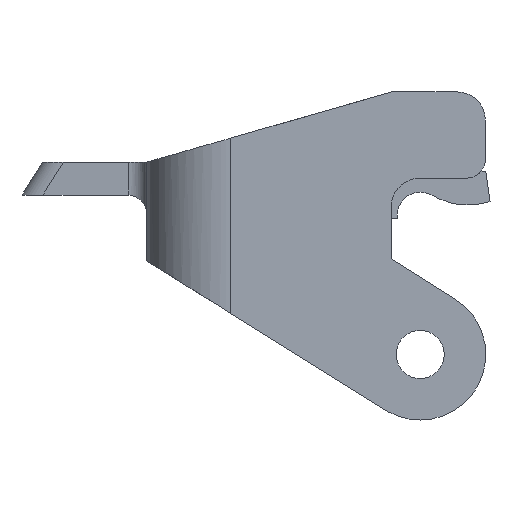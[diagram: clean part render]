
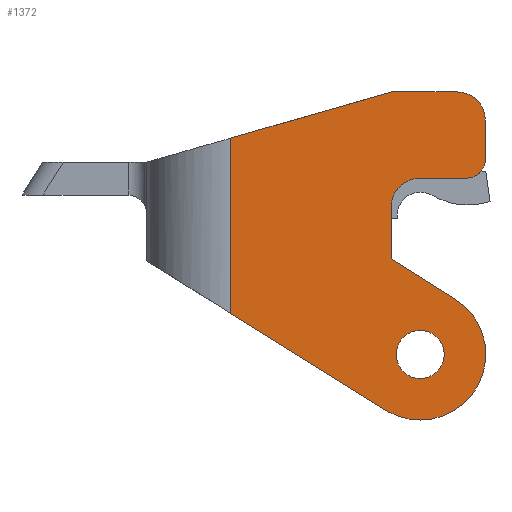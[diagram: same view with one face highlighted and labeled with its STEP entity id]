
A CAD part, front view. The second image highlights one B-rep face of the part: STEP entity #1372.
In plain terms, the highlighted planar face has unit normal (0, -1, 0).
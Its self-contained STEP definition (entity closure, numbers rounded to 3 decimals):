
#1184=FACE_BOUND('',#1764,.T.);
#1185=FACE_BOUND('',#1765,.T.);
#1225=PLANE('',#4678);
#1372=ADVANCED_FACE('',(#1184,#1185),#1225,.F.);
#1764=EDGE_LOOP('',(#2263));
#1765=EDGE_LOOP('',(#2264,#2265,#2266,#2267,#2268,#2269,#2270,#2271,#2272,
#2273,#2274,#2275));
#1947=CIRCLE('',#4663,7.);
#1949=CIRCLE('',#4669,3.1);
#1952=CIRCLE('',#4674,2.);
#1953=CIRCLE('',#4676,2.565);
#1954=CIRCLE('',#4677,3.);
#2263=ORIENTED_EDGE('',*,*,#3413,.T.);
#2264=ORIENTED_EDGE('',*,*,#3414,.T.);
#2265=ORIENTED_EDGE('',*,*,#3415,.T.);
#2266=ORIENTED_EDGE('',*,*,#3391,.F.);
#2267=ORIENTED_EDGE('',*,*,#3394,.F.);
#2268=ORIENTED_EDGE('',*,*,#3397,.F.);
#2269=ORIENTED_EDGE('',*,*,#3405,.F.);
#2270=ORIENTED_EDGE('',*,*,#3408,.F.);
#2271=ORIENTED_EDGE('',*,*,#3412,.F.);
#2272=ORIENTED_EDGE('',*,*,#3401,.F.);
#2273=ORIENTED_EDGE('',*,*,#3416,.F.);
#2274=ORIENTED_EDGE('',*,*,#3417,.F.);
#2275=ORIENTED_EDGE('',*,*,#3418,.F.);
#3056=VERTEX_POINT('',#6458);
#3057=VERTEX_POINT('',#6460);
#3058=VERTEX_POINT('',#6464);
#3061=VERTEX_POINT('',#6471);
#3063=VERTEX_POINT('',#6478);
#3064=VERTEX_POINT('',#6480);
#3066=VERTEX_POINT('',#6486);
#3068=VERTEX_POINT('',#6492);
#3071=VERTEX_POINT('',#6503);
#3072=VERTEX_POINT('',#6505);
#3073=VERTEX_POINT('',#6506);
#3074=VERTEX_POINT('',#6509);
#3075=VERTEX_POINT('',#6511);
#3391=EDGE_CURVE('',#3056,#3057,#1947,.T.);
#3394=EDGE_CURVE('',#3058,#3056,#3802,.T.);
#3397=EDGE_CURVE('',#3061,#3058,#3805,.T.);
#3401=EDGE_CURVE('',#3063,#3064,#3809,.T.);
#3405=EDGE_CURVE('',#3066,#3061,#1949,.T.);
#3408=EDGE_CURVE('',#3068,#3066,#3814,.T.);
#3412=EDGE_CURVE('',#3064,#3068,#1952,.T.);
#3413=EDGE_CURVE('',#3071,#3071,#1953,.T.);
#3414=EDGE_CURVE('',#3072,#3073,#3816,.T.);
#3415=EDGE_CURVE('',#3073,#3057,#3817,.T.);
#3416=EDGE_CURVE('',#3074,#3063,#1954,.T.);
#3417=EDGE_CURVE('',#3075,#3074,#3818,.T.);
#3418=EDGE_CURVE('',#3072,#3075,#3819,.T.);
#3802=LINE('',#6465,#4169);
#3805=LINE('',#6472,#4172);
#3809=LINE('',#6479,#4176);
#3814=LINE('',#6493,#4181);
#3816=LINE('',#6504,#4183);
#3817=LINE('',#6507,#4184);
#3818=LINE('',#6510,#4185);
#3819=LINE('',#6512,#4186);
#4169=VECTOR('',#5120,1.);
#4172=VECTOR('',#5125,1.);
#4176=VECTOR('',#5131,1.);
#4181=VECTOR('',#5144,1.);
#4183=VECTOR('',#5158,1.);
#4184=VECTOR('',#5159,1.);
#4185=VECTOR('',#5162,1.);
#4186=VECTOR('',#5163,1.);
#4663=AXIS2_PLACEMENT_3D('',#6459,#5114,#5115);
#4669=AXIS2_PLACEMENT_3D('',#6487,#5138,#5139);
#4674=AXIS2_PLACEMENT_3D('',#6500,#5152,#5153);
#4676=AXIS2_PLACEMENT_3D('',#6502,#5156,#5157);
#4677=AXIS2_PLACEMENT_3D('',#6508,#5160,#5161);
#4678=AXIS2_PLACEMENT_3D('',#6513,#5164,#5165);
#5114=DIRECTION('',(0.,1.,0.));
#5115=DIRECTION('',(-1.,0.,0.));
#5120=DIRECTION('',(0.848,0.,-0.53));
#5125=DIRECTION('',(0.,0.,-1.));
#5131=DIRECTION('',(0.,0.,-1.));
#5138=DIRECTION('',(0.,-1.,0.));
#5139=DIRECTION('',(-1.,0.,0.));
#5144=DIRECTION('',(-1.,0.,0.));
#5152=DIRECTION('',(0.,1.,0.));
#5153=DIRECTION('',(-1.,0.,0.));
#5156=DIRECTION('',(0.,1.,0.));
#5157=DIRECTION('',(1.,0.,0.));
#5158=DIRECTION('',(0.,0.,-1.));
#5159=DIRECTION('',(0.848,0.,-0.53));
#5160=DIRECTION('',(0.,1.,0.));
#5161=DIRECTION('',(-1.,0.,0.));
#5162=DIRECTION('',(1.,0.,0.));
#5163=DIRECTION('',(0.961,0.,0.276));
#5164=DIRECTION('',(0.,1.,0.));
#5165=DIRECTION('',(1.,0.,0.));
#6458=CARTESIAN_POINT('',(3.709,-27.6,5.936));
#6459=CARTESIAN_POINT('',(0.,-27.6,0.));
#6460=CARTESIAN_POINT('',(-3.443,-27.6,-6.094));
#6464=CARTESIAN_POINT('',(-3.1,-27.6,10.191));
#6465=CARTESIAN_POINT('',(-3.839,-27.6,10.653));
#6471=CARTESIAN_POINT('',(-3.1,-27.6,15.7));
#6472=CARTESIAN_POINT('',(-3.1,-27.6,28.));
#6478=CARTESIAN_POINT('',(6.95,-27.6,25.));
#6479=CARTESIAN_POINT('',(6.95,-27.6,28.));
#6480=CARTESIAN_POINT('',(6.95,-27.6,20.8));
#6486=CARTESIAN_POINT('',(0.,-27.6,18.8));
#6487=CARTESIAN_POINT('',(0.,-27.6,15.7));
#6492=CARTESIAN_POINT('',(4.95,-27.6,18.8));
#6493=CARTESIAN_POINT('',(7.,-27.6,18.8));
#6500=CARTESIAN_POINT('',(4.95,-27.6,20.8));
#6502=CARTESIAN_POINT('',(0.,-27.6,0.));
#6503=CARTESIAN_POINT('',(2.565,-27.6,0.));
#6504=CARTESIAN_POINT('',(-20.2,-27.6,28.));
#6505=CARTESIAN_POINT('',(-20.2,-27.6,23.081));
#6506=CARTESIAN_POINT('',(-20.2,-27.6,4.376));
#6507=CARTESIAN_POINT('',(-29.2,-27.6,10.));
#6508=CARTESIAN_POINT('',(3.95,-27.6,25.));
#6509=CARTESIAN_POINT('',(3.95,-27.6,28.));
#6510=CARTESIAN_POINT('',(7.,-27.6,28.));
#6511=CARTESIAN_POINT('',(-3.044,-27.6,28.));
#6512=CARTESIAN_POINT('',(6.237,-27.6,30.661));
#6513=CARTESIAN_POINT('',(7.,-27.6,28.));
